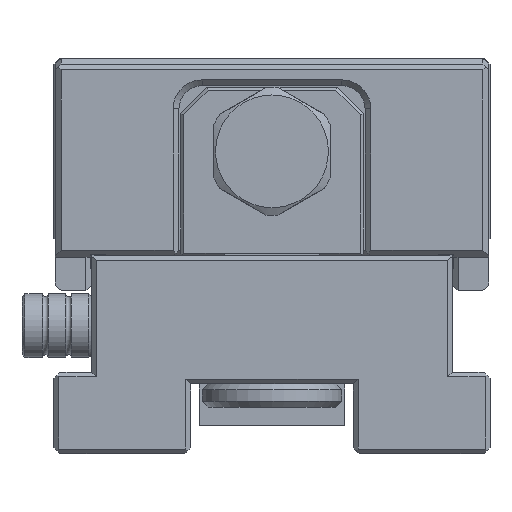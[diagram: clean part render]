
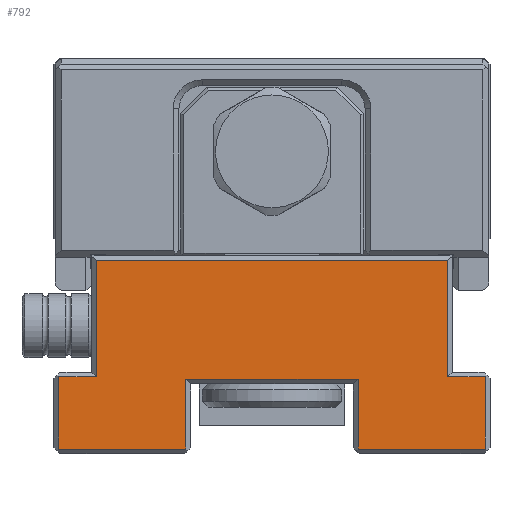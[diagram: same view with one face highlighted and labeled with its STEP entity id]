
A CAD part, left-side view. The second image highlights one B-rep face of the part: STEP entity #792.
In plain terms, the highlighted planar face has unit normal (-1, 0, 0).
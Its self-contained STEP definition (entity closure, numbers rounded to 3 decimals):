
#792=ADVANCED_FACE('',(#1270),#1051,.T.);
#1051=PLANE('',#5953);
#1270=FACE_OUTER_BOUND('',#1640,.T.);
#1640=EDGE_LOOP('',(#2722,#2723,#2724,#2725,#2726,#2727,#2728,#2729,#2730,
#2731,#2732,#2733));
#2722=ORIENTED_EDGE('',*,*,#4238,.T.);
#2723=ORIENTED_EDGE('',*,*,#4239,.T.);
#2724=ORIENTED_EDGE('',*,*,#4240,.T.);
#2725=ORIENTED_EDGE('',*,*,#4241,.T.);
#2726=ORIENTED_EDGE('',*,*,#4242,.T.);
#2727=ORIENTED_EDGE('',*,*,#4243,.T.);
#2728=ORIENTED_EDGE('',*,*,#4244,.T.);
#2729=ORIENTED_EDGE('',*,*,#4245,.T.);
#2730=ORIENTED_EDGE('',*,*,#4246,.T.);
#2731=ORIENTED_EDGE('',*,*,#4247,.T.);
#2732=ORIENTED_EDGE('',*,*,#4248,.T.);
#2733=ORIENTED_EDGE('',*,*,#4249,.T.);
#3599=VERTEX_POINT('',#8837);
#3600=VERTEX_POINT('',#8838);
#3601=VERTEX_POINT('',#8840);
#3602=VERTEX_POINT('',#8842);
#3603=VERTEX_POINT('',#8844);
#3604=VERTEX_POINT('',#8846);
#3605=VERTEX_POINT('',#8848);
#3606=VERTEX_POINT('',#8850);
#3607=VERTEX_POINT('',#8852);
#3608=VERTEX_POINT('',#8854);
#3609=VERTEX_POINT('',#8856);
#3610=VERTEX_POINT('',#8858);
#4238=EDGE_CURVE('',#3599,#3600,#4860,.T.);
#4239=EDGE_CURVE('',#3600,#3601,#4861,.T.);
#4240=EDGE_CURVE('',#3601,#3602,#4862,.T.);
#4241=EDGE_CURVE('',#3602,#3603,#4863,.T.);
#4242=EDGE_CURVE('',#3603,#3604,#4864,.T.);
#4243=EDGE_CURVE('',#3604,#3605,#4865,.T.);
#4244=EDGE_CURVE('',#3605,#3606,#4866,.T.);
#4245=EDGE_CURVE('',#3606,#3607,#4867,.T.);
#4246=EDGE_CURVE('',#3607,#3608,#4868,.T.);
#4247=EDGE_CURVE('',#3608,#3609,#4869,.T.);
#4248=EDGE_CURVE('',#3609,#3610,#4870,.T.);
#4249=EDGE_CURVE('',#3610,#3599,#4871,.T.);
#4860=LINE('',#8836,#5442);
#4861=LINE('',#8839,#5443);
#4862=LINE('',#8841,#5444);
#4863=LINE('',#8843,#5445);
#4864=LINE('',#8845,#5446);
#4865=LINE('',#8847,#5447);
#4866=LINE('',#8849,#5448);
#4867=LINE('',#8851,#5449);
#4868=LINE('',#8853,#5450);
#4869=LINE('',#8855,#5451);
#4870=LINE('',#8857,#5452);
#4871=LINE('',#8859,#5453);
#5442=VECTOR('',#7101,1.);
#5443=VECTOR('',#7102,1.);
#5444=VECTOR('',#7103,1.);
#5445=VECTOR('',#7104,1.);
#5446=VECTOR('',#7105,1.);
#5447=VECTOR('',#7106,1.);
#5448=VECTOR('',#7107,1.);
#5449=VECTOR('',#7108,1.);
#5450=VECTOR('',#7109,1.);
#5451=VECTOR('',#7110,1.);
#5452=VECTOR('',#7111,1.);
#5453=VECTOR('',#7112,1.);
#5953=AXIS2_PLACEMENT_3D('',#8860,#7113,#7114);
#7101=DIRECTION('',(0.,-1.,0.));
#7102=DIRECTION('',(0.,0.,-1.));
#7103=DIRECTION('',(0.,-1.,0.));
#7104=DIRECTION('',(0.,0.,1.));
#7105=DIRECTION('',(0.,1.,0.));
#7106=DIRECTION('',(0.,0.,1.));
#7107=DIRECTION('',(0.,1.,0.));
#7108=DIRECTION('',(0.,0.,-1.));
#7109=DIRECTION('',(0.,1.,0.));
#7110=DIRECTION('',(0.,0.,-1.));
#7111=DIRECTION('',(0.,-1.,0.));
#7112=DIRECTION('',(0.,0.,1.));
#7113=DIRECTION('',(-1.,0.,0.));
#7114=DIRECTION('',(0.,0.,1.));
#8836=CARTESIAN_POINT('',(-51.693,37.25,12.733));
#8837=CARTESIAN_POINT('',(-51.693,52.05,12.733));
#8838=CARTESIAN_POINT('',(-51.693,22.45,12.733));
#8839=CARTESIAN_POINT('',(-51.693,22.45,-0.267));
#8840=CARTESIAN_POINT('',(-51.693,22.45,0.733));
#8841=CARTESIAN_POINT('',(-51.693,37.25,0.733));
#8842=CARTESIAN_POINT('',(-51.693,0.55,0.733));
#8843=CARTESIAN_POINT('',(-51.693,0.55,-0.267));
#8844=CARTESIAN_POINT('',(-51.693,0.55,13.133));
#8845=CARTESIAN_POINT('',(-51.693,37.25,13.133));
#8846=CARTESIAN_POINT('',(-51.693,7.05,13.133));
#8847=CARTESIAN_POINT('',(-51.693,7.05,-0.267));
#8848=CARTESIAN_POINT('',(-51.693,7.05,33.133));
#8849=CARTESIAN_POINT('',(-51.693,37.25,33.133));
#8850=CARTESIAN_POINT('',(-51.693,67.45,33.133));
#8851=CARTESIAN_POINT('',(-51.693,67.45,-0.267));
#8852=CARTESIAN_POINT('',(-51.693,67.45,13.133));
#8853=CARTESIAN_POINT('',(-51.693,37.25,13.133));
#8854=CARTESIAN_POINT('',(-51.693,73.95,13.133));
#8855=CARTESIAN_POINT('',(-51.693,73.95,-0.267));
#8856=CARTESIAN_POINT('',(-51.693,73.95,0.733));
#8857=CARTESIAN_POINT('',(-51.693,37.25,0.733));
#8858=CARTESIAN_POINT('',(-51.693,52.05,0.733));
#8859=CARTESIAN_POINT('',(-51.693,52.05,-0.267));
#8860=CARTESIAN_POINT('',(-51.693,37.25,-0.267));
